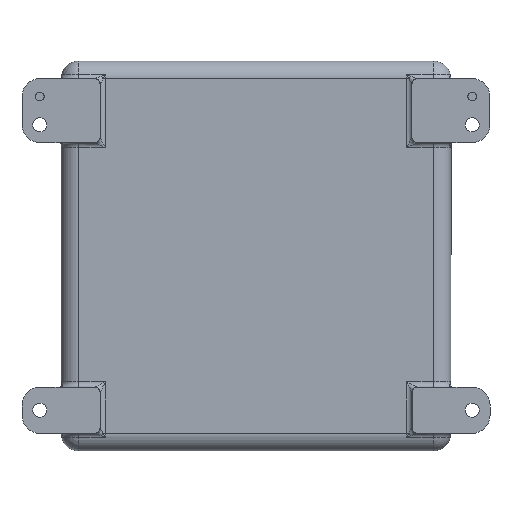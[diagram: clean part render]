
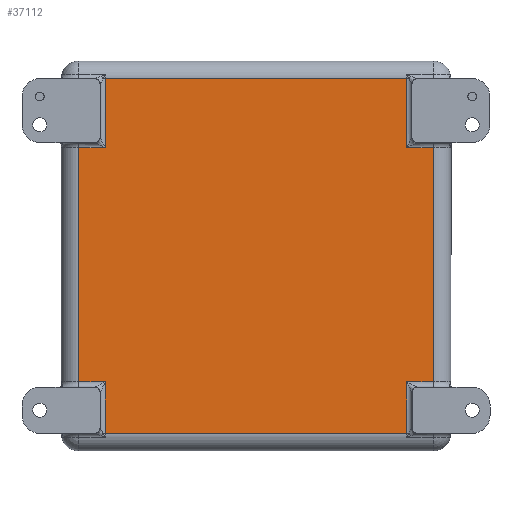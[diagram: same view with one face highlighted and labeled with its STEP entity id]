
A CAD part, front view. The second image highlights one B-rep face of the part: STEP entity #37112.
In plain terms, the highlighted planar face has unit normal (0, -1, 0).
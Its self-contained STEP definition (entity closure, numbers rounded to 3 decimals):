
#43 = VERTEX_POINT ( 'NONE', #25514 ) ;
#269 = LINE ( 'NONE', #34513, #26600 ) ;
#788 = VERTEX_POINT ( 'NONE', #21152 ) ;
#810 = LINE ( 'NONE', #23728, #25803 ) ;
#1860 = DIRECTION ( 'NONE',  ( 1., 0., 0. ) ) ;
#2202 = EDGE_CURVE ( 'NONE', #3624, #18000, #36178, .T. ) ;
#2458 = DIRECTION ( 'NONE',  ( 0., 0., 1. ) ) ;
#2700 = DIRECTION ( 'NONE',  ( 0., 1., 0. ) ) ;
#3527 = VERTEX_POINT ( 'NONE', #21323 ) ;
#3624 = VERTEX_POINT ( 'NONE', #32775 ) ;
#3653 = VECTOR ( 'NONE', #12350, 1000. ) ;
#4011 = VECTOR ( 'NONE', #29602, 1000. ) ;
#4228 = DIRECTION ( 'NONE',  ( 1., 0., 0. ) ) ;
#6013 = CARTESIAN_POINT ( 'NONE',  ( -71., 0., 85. ) ) ;
#6638 = ORIENTED_EDGE ( 'NONE', *, *, #28549, .T. ) ;
#7223 = EDGE_LOOP ( 'NONE', ( #30188, #34592, #17899, #12116, #9907, #10462, #19373, #23777, #26079, #18678, #6638, #8652 ) ) ;
#8016 = CARTESIAN_POINT ( 'NONE',  ( 61., 0., -85. ) ) ;
#8652 = ORIENTED_EDGE ( 'NONE', *, *, #34737, .T. ) ;
#8852 = LINE ( 'NONE', #21015, #23389 ) ;
#9376 = DIRECTION ( 'NONE',  ( -1., 0., 0. ) ) ;
#9408 = EDGE_CURVE ( 'NONE', #32280, #36373, #810, .T. ) ;
#9907 = ORIENTED_EDGE ( 'NONE', *, *, #21833, .T. ) ;
#10271 = CARTESIAN_POINT ( 'NONE',  ( 61., 0., 85. ) ) ;
#10462 = ORIENTED_EDGE ( 'NONE', *, *, #17786, .T. ) ;
#10772 = VECTOR ( 'NONE', #17486, 1000. ) ;
#11050 = VERTEX_POINT ( 'NONE', #20349 ) ;
#11214 = CARTESIAN_POINT ( 'NONE',  ( -100., 0., 110. ) ) ;
#11336 = LINE ( 'NONE', #19401, #37174 ) ;
#12116 = ORIENTED_EDGE ( 'NONE', *, *, #9408, .T. ) ;
#12350 = DIRECTION ( 'NONE',  ( 1., 0., 0. ) ) ;
#13090 = CARTESIAN_POINT ( 'NONE',  ( 61., 0., -88. ) ) ;
#13204 = VERTEX_POINT ( 'NONE', #22097 ) ;
#13340 = DIRECTION ( 'NONE',  ( 0., 0., 1. ) ) ;
#13988 = CARTESIAN_POINT ( 'NONE',  ( -110., 0., 110. ) ) ;
#14349 = DIRECTION ( 'NONE',  ( 0., 0., -1. ) ) ;
#14500 = LINE ( 'NONE', #34083, #21277 ) ;
#15628 = CARTESIAN_POINT ( 'NONE',  ( 100., 0., 110. ) ) ;
#16268 = DIRECTION ( 'NONE',  ( -1., 0., 0. ) ) ;
#17486 = DIRECTION ( 'NONE',  ( 0., 0., -1. ) ) ;
#17786 = EDGE_CURVE ( 'NONE', #3527, #24961, #19336, .T. ) ;
#17899 = ORIENTED_EDGE ( 'NONE', *, *, #22183, .T. ) ;
#18000 = VERTEX_POINT ( 'NONE', #8016 ) ;
#18038 = EDGE_CURVE ( 'NONE', #24961, #31953, #269, .T. ) ;
#18678 = ORIENTED_EDGE ( 'NONE', *, *, #33596, .T. ) ;
#19336 = LINE ( 'NONE', #25173, #30222 ) ;
#19373 = ORIENTED_EDGE ( 'NONE', *, *, #18038, .T. ) ;
#19401 = CARTESIAN_POINT ( 'NONE',  ( 61., 0., 110. ) ) ;
#20349 = CARTESIAN_POINT ( 'NONE',  ( -71., 0., -85. ) ) ;
#21015 = CARTESIAN_POINT ( 'NONE',  ( -110., 0., 85. ) ) ;
#21152 = CARTESIAN_POINT ( 'NONE',  ( -71., 0., -100. ) ) ;
#21277 = VECTOR ( 'NONE', #4228, 1000. ) ;
#21323 = CARTESIAN_POINT ( 'NONE',  ( 61., 0., 100. ) ) ;
#21833 = EDGE_CURVE ( 'NONE', #36373, #3527, #11336, .T. ) ;
#22097 = CARTESIAN_POINT ( 'NONE',  ( 100., 0., -85. ) ) ;
#22183 = EDGE_CURVE ( 'NONE', #13204, #32280, #36692, .T. ) ;
#23145 = LINE ( 'NONE', #27856, #34053 ) ;
#23389 = VECTOR ( 'NONE', #9376, 1000. ) ;
#23728 = CARTESIAN_POINT ( 'NONE',  ( -110., 0., 85. ) ) ;
#23777 = ORIENTED_EDGE ( 'NONE', *, *, #29913, .T. ) ;
#24399 = CARTESIAN_POINT ( 'NONE',  ( -100., 0., 85. ) ) ;
#24945 = CARTESIAN_POINT ( 'NONE',  ( 100., 0., 85. ) ) ;
#24961 = VERTEX_POINT ( 'NONE', #31238 ) ;
#25173 = CARTESIAN_POINT ( 'NONE',  ( -110., 0., 100. ) ) ;
#25388 = VECTOR ( 'NONE', #14349, 1000. ) ;
#25438 = EDGE_CURVE ( 'NONE', #18000, #13204, #23145, .T. ) ;
#25514 = CARTESIAN_POINT ( 'NONE',  ( -100., 0., -85. ) ) ;
#25554 = PLANE ( 'NONE',  #28411 ) ;
#25803 = VECTOR ( 'NONE', #26654, 1000. ) ;
#26079 = ORIENTED_EDGE ( 'NONE', *, *, #37121, .T. ) ;
#26263 = VECTOR ( 'NONE', #13340, 1000. ) ;
#26600 = VECTOR ( 'NONE', #37170, 1000. ) ;
#26654 = DIRECTION ( 'NONE',  ( -1., 0., 0. ) ) ;
#27856 = CARTESIAN_POINT ( 'NONE',  ( -110., 0., -85. ) ) ;
#28411 = AXIS2_PLACEMENT_3D ( 'NONE', #13988, #2700, #2458 ) ;
#28471 = LINE ( 'NONE', #28829, #10772 ) ;
#28549 = EDGE_CURVE ( 'NONE', #11050, #788, #28471, .T. ) ;
#28829 = CARTESIAN_POINT ( 'NONE',  ( -71., 0., -100. ) ) ;
#29602 = DIRECTION ( 'NONE',  ( 0., 0., 1. ) ) ;
#29913 = EDGE_CURVE ( 'NONE', #31953, #29973, #8852, .T. ) ;
#29973 = VERTEX_POINT ( 'NONE', #24399 ) ;
#30188 = ORIENTED_EDGE ( 'NONE', *, *, #2202, .T. ) ;
#30222 = VECTOR ( 'NONE', #16268, 1000. ) ;
#30341 = FACE_OUTER_BOUND ( 'NONE', #7223, .T. ) ;
#31238 = CARTESIAN_POINT ( 'NONE',  ( -71., 0., 100. ) ) ;
#31953 = VERTEX_POINT ( 'NONE', #6013 ) ;
#32276 = LINE ( 'NONE', #35812, #3653 ) ;
#32280 = VERTEX_POINT ( 'NONE', #24945 ) ;
#32595 = LINE ( 'NONE', #11214, #25388 ) ;
#32775 = CARTESIAN_POINT ( 'NONE',  ( 61., 0., -100. ) ) ;
#33596 = EDGE_CURVE ( 'NONE', #43, #11050, #32276, .T. ) ;
#33887 = DIRECTION ( 'NONE',  ( 0., 0., 1. ) ) ;
#34053 = VECTOR ( 'NONE', #1860, 1000. ) ;
#34083 = CARTESIAN_POINT ( 'NONE',  ( -110., 0., -100. ) ) ;
#34513 = CARTESIAN_POINT ( 'NONE',  ( -71., 0., 110. ) ) ;
#34592 = ORIENTED_EDGE ( 'NONE', *, *, #25438, .T. ) ;
#34737 = EDGE_CURVE ( 'NONE', #788, #3624, #14500, .T. ) ;
#35812 = CARTESIAN_POINT ( 'NONE',  ( -110., 0., -85. ) ) ;
#36178 = LINE ( 'NONE', #13090, #26263 ) ;
#36373 = VERTEX_POINT ( 'NONE', #10271 ) ;
#36692 = LINE ( 'NONE', #15628, #4011 ) ;
#37112 = ADVANCED_FACE ( 'NONE', ( #30341 ), #25554, .F. ) ;
#37121 = EDGE_CURVE ( 'NONE', #29973, #43, #32595, .T. ) ;
#37170 = DIRECTION ( 'NONE',  ( 0., 0., -1. ) ) ;
#37174 = VECTOR ( 'NONE', #33887, 1000. ) ;
